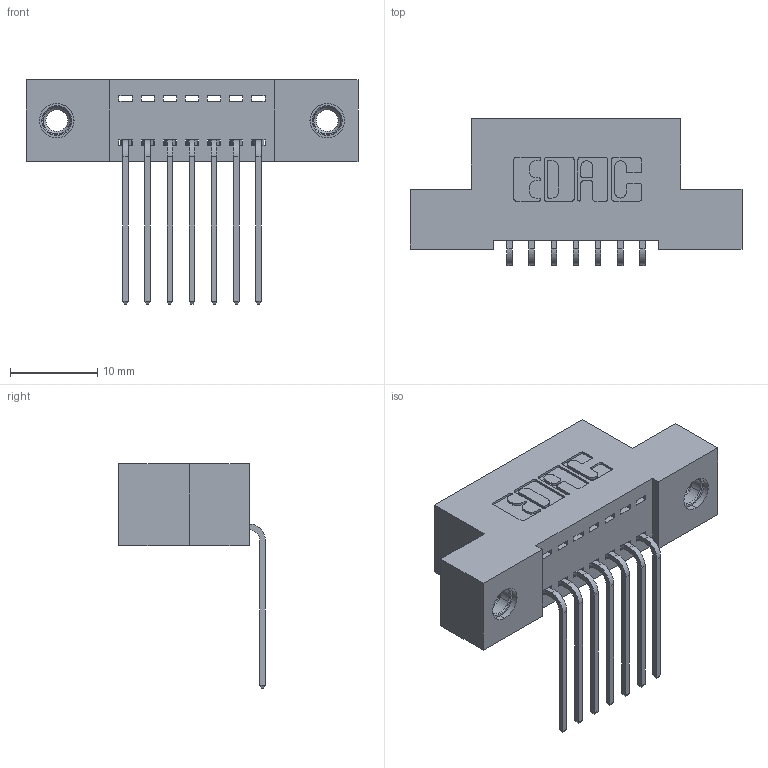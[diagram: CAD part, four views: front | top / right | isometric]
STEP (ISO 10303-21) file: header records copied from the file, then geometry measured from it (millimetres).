
FILE_DESCRIPTION (( 'STEP AP203' ), '1' );
FILE_NAME ('392-007-559-107.STEP', '2019-10-04T23:41:11', ( '' ), ( '' ), 'SwSTEP 2.0', 'SolidWorks 2016', '' );
FILE_SCHEMA (( 'CONFIG_CONTROL_DESIGN' ));
Length unit declared in the file: inch
Products named in the file (4): 345-292-001_558 559 Tail - 1; 345-250-001_345-250-005-103; 392-007-559-107; 342 Part_TI
Assembly tree (10 placements, depth 2):
  392-007-559-107
    342 Part_TI
    345-292-001_558 559 Tail - 1  x7
    345-250-001_345-250-005-103  x2
Bounding box: 38.1 x 16.83 x 25.78 mm (x, y, z)
Volume: 3222.3 mm3; surface area: 4243 mm2
Topology: 10 solids, 10 shells, 590 faces, 1709 edges, 1122 vertices
Faces by surface type: plane 406, cylinder 168, cone 12, torus 4
Entity records: 9944 total; most frequent: CARTESIAN_POINT 1702, ORIENTED_EDGE 1638, DIRECTION 1539, EDGE_CURVE 819, VECTOR 671, LINE 671, VERTEX_POINT 540, AXIS2_PLACEMENT_3D 434
